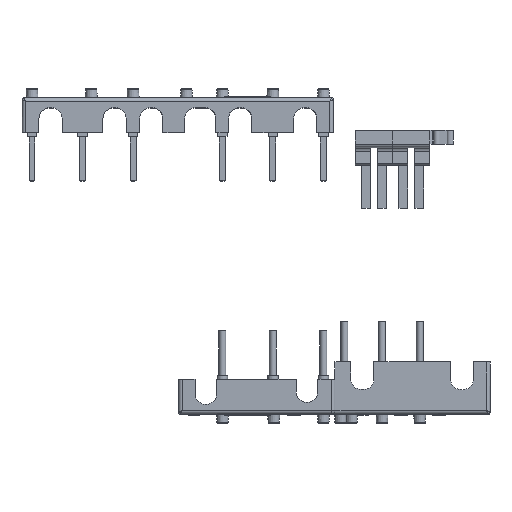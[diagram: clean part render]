
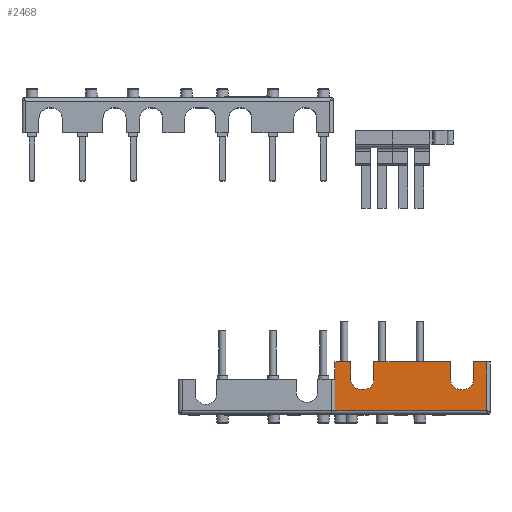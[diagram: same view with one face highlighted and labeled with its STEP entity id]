
A CAD part, top view. The second image highlights one B-rep face of the part: STEP entity #2468.
In plain terms, the highlighted planar face has unit normal (0, 0, 1).
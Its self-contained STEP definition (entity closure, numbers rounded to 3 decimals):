
#1711=CIRCLE('',#22271,3.);
#1712=CIRCLE('',#22272,3.);
#1713=CIRCLE('',#22273,3.);
#1714=CIRCLE('',#22274,3.);
#2468=ADVANCED_FACE('',(#4212),#3389,.T.);
#3389=PLANE('',#22275);
#4212=FACE_OUTER_BOUND('',#5377,.T.);
#5377=EDGE_LOOP('',(#9199,#9200,#9201,#9202,#9203,#9204,#9205,#9206,#9207,
#9208,#9209,#9210,#9211,#9212,#9213,#9214,#9215));
#9199=ORIENTED_EDGE('',*,*,#15647,.F.);
#9200=ORIENTED_EDGE('',*,*,#15619,.F.);
#9201=ORIENTED_EDGE('',*,*,#15648,.T.);
#9202=ORIENTED_EDGE('',*,*,#15649,.T.);
#9203=ORIENTED_EDGE('',*,*,#15650,.T.);
#9204=ORIENTED_EDGE('',*,*,#15651,.T.);
#9205=ORIENTED_EDGE('',*,*,#15652,.T.);
#9206=ORIENTED_EDGE('',*,*,#15653,.T.);
#9207=ORIENTED_EDGE('',*,*,#15654,.T.);
#9208=ORIENTED_EDGE('',*,*,#15655,.T.);
#9209=ORIENTED_EDGE('',*,*,#15656,.T.);
#9210=ORIENTED_EDGE('',*,*,#15657,.T.);
#9211=ORIENTED_EDGE('',*,*,#15658,.T.);
#9212=ORIENTED_EDGE('',*,*,#15659,.T.);
#9213=ORIENTED_EDGE('',*,*,#15660,.T.);
#9214=ORIENTED_EDGE('',*,*,#15661,.F.);
#9215=ORIENTED_EDGE('',*,*,#15643,.T.);
#13017=VERTEX_POINT('',#32462);
#13020=VERTEX_POINT('',#32473);
#13022=VERTEX_POINT('',#32477);
#13043=VERTEX_POINT('',#32526);
#13046=VERTEX_POINT('',#32535);
#13047=VERTEX_POINT('',#32537);
#13048=VERTEX_POINT('',#32539);
#13049=VERTEX_POINT('',#32541);
#13050=VERTEX_POINT('',#32543);
#13051=VERTEX_POINT('',#32545);
#13052=VERTEX_POINT('',#32547);
#13053=VERTEX_POINT('',#32549);
#13054=VERTEX_POINT('',#32551);
#13055=VERTEX_POINT('',#32553);
#13056=VERTEX_POINT('',#32555);
#13057=VERTEX_POINT('',#32557);
#13058=VERTEX_POINT('',#32559);
#15619=EDGE_CURVE('',#13022,#13020,#18223,.T.);
#15643=EDGE_CURVE('',#13043,#13017,#18242,.T.);
#15647=EDGE_CURVE('',#13020,#13017,#18245,.T.);
#15648=EDGE_CURVE('',#13022,#13046,#18246,.T.);
#15649=EDGE_CURVE('',#13046,#13047,#18247,.T.);
#15650=EDGE_CURVE('',#13047,#13048,#1711,.T.);
#15651=EDGE_CURVE('',#13048,#13049,#18248,.T.);
#15652=EDGE_CURVE('',#13049,#13050,#1712,.T.);
#15653=EDGE_CURVE('',#13050,#13051,#18249,.T.);
#15654=EDGE_CURVE('',#13051,#13052,#18250,.T.);
#15655=EDGE_CURVE('',#13052,#13053,#18251,.T.);
#15656=EDGE_CURVE('',#13053,#13054,#1713,.T.);
#15657=EDGE_CURVE('',#13054,#13055,#18252,.T.);
#15658=EDGE_CURVE('',#13055,#13056,#1714,.T.);
#15659=EDGE_CURVE('',#13056,#13057,#18253,.T.);
#15660=EDGE_CURVE('',#13057,#13058,#18254,.T.);
#15661=EDGE_CURVE('',#13043,#13058,#18255,.T.);
#18223=LINE('',#32478,#20372);
#18242=LINE('',#32525,#20391);
#18245=LINE('',#32533,#20394);
#18246=LINE('',#32534,#20395);
#18247=LINE('',#32536,#20396);
#18248=LINE('',#32540,#20397);
#18249=LINE('',#32544,#20398);
#18250=LINE('',#32546,#20399);
#18251=LINE('',#32548,#20400);
#18252=LINE('',#32552,#20401);
#18253=LINE('',#32556,#20402);
#18254=LINE('',#32558,#20403);
#18255=LINE('',#32560,#20404);
#20372=VECTOR('',#26134,1.);
#20391=VECTOR('',#26169,1.);
#20394=VECTOR('',#26176,1.);
#20395=VECTOR('',#26177,1.);
#20396=VECTOR('',#26178,1.);
#20397=VECTOR('',#26181,1.);
#20398=VECTOR('',#26184,1.);
#20399=VECTOR('',#26185,1.);
#20400=VECTOR('',#26186,1.);
#20401=VECTOR('',#26189,1.);
#20402=VECTOR('',#26192,1.);
#20403=VECTOR('',#26193,1.);
#20404=VECTOR('',#26194,1.);
#22271=AXIS2_PLACEMENT_3D('',#32538,#26179,#26180);
#22272=AXIS2_PLACEMENT_3D('',#32542,#26182,#26183);
#22273=AXIS2_PLACEMENT_3D('',#32550,#26187,#26188);
#22274=AXIS2_PLACEMENT_3D('',#32554,#26190,#26191);
#22275=AXIS2_PLACEMENT_3D('',#32561,#26195,#26196);
#26134=DIRECTION('',(0.,-1.,0.));
#26169=DIRECTION('',(0.,-1.,0.));
#26176=DIRECTION('',(-1.,0.,0.));
#26177=DIRECTION('',(-1.,0.,0.));
#26178=DIRECTION('',(0.,-1.,0.));
#26179=DIRECTION('',(0.,0.,-1.));
#26180=DIRECTION('',(0.,-1.,0.));
#26181=DIRECTION('',(-1.,0.,0.));
#26182=DIRECTION('',(0.,0.,-1.));
#26183=DIRECTION('',(-1.,0.,0.));
#26184=DIRECTION('',(0.,1.,0.));
#26185=DIRECTION('',(-1.,0.,0.));
#26186=DIRECTION('',(0.,-1.,0.));
#26187=DIRECTION('',(0.,0.,-1.));
#26188=DIRECTION('',(0.,-1.,0.));
#26189=DIRECTION('',(-1.,0.,0.));
#26190=DIRECTION('',(0.,0.,-1.));
#26191=DIRECTION('',(-1.,0.,0.));
#26192=DIRECTION('',(0.,1.,0.));
#26193=DIRECTION('',(-1.,0.,0.));
#26194=DIRECTION('',(0.,1.,0.));
#26195=DIRECTION('',(0.,0.,1.));
#26196=DIRECTION('',(0.,1.,0.));
#32462=CARTESIAN_POINT('',(86.39,-47.714,114.832));
#32473=CARTESIAN_POINT('',(130.19,-47.714,114.832));
#32477=CARTESIAN_POINT('',(130.19,-33.614,114.832));
#32478=CARTESIAN_POINT('',(130.19,-43.114,114.832));
#32525=CARTESIAN_POINT('',(86.39,-43.114,114.832));
#32526=CARTESIAN_POINT('',(86.39,-43.114,114.832));
#32533=CARTESIAN_POINT('',(85.5,-47.714,114.832));
#32534=CARTESIAN_POINT('',(131.19,-33.614,114.832));
#32535=CARTESIAN_POINT('',(126.44,-33.614,114.832));
#32536=CARTESIAN_POINT('',(126.44,-40.864,114.832));
#32537=CARTESIAN_POINT('',(126.44,-38.614,114.832));
#32538=CARTESIAN_POINT('',(123.44,-38.614,114.832));
#32539=CARTESIAN_POINT('',(123.44,-41.614,114.832));
#32540=CARTESIAN_POINT('',(104.565,-41.614,114.832));
#32541=CARTESIAN_POINT('',(122.74,-41.614,114.832));
#32542=CARTESIAN_POINT('',(122.74,-38.614,114.832));
#32543=CARTESIAN_POINT('',(119.74,-38.614,114.832));
#32544=CARTESIAN_POINT('',(119.74,-38.364,114.832));
#32545=CARTESIAN_POINT('',(119.74,-33.614,114.832));
#32546=CARTESIAN_POINT('',(131.19,-33.614,114.832));
#32547=CARTESIAN_POINT('',(97.64,-33.614,114.832));
#32548=CARTESIAN_POINT('',(97.64,-40.864,114.832));
#32549=CARTESIAN_POINT('',(97.64,-38.614,114.832));
#32550=CARTESIAN_POINT('',(94.64,-38.614,114.832));
#32551=CARTESIAN_POINT('',(94.64,-41.614,114.832));
#32552=CARTESIAN_POINT('',(90.165,-41.614,114.832));
#32553=CARTESIAN_POINT('',(93.94,-41.614,114.832));
#32554=CARTESIAN_POINT('',(93.94,-38.614,114.832));
#32555=CARTESIAN_POINT('',(90.94,-38.614,114.832));
#32556=CARTESIAN_POINT('',(90.94,-38.364,114.832));
#32557=CARTESIAN_POINT('',(90.94,-33.614,114.832));
#32558=CARTESIAN_POINT('',(131.19,-33.614,114.832));
#32559=CARTESIAN_POINT('',(86.39,-33.614,114.832));
#32560=CARTESIAN_POINT('',(86.39,-45.464,114.832));
#32561=CARTESIAN_POINT('',(86.39,-43.114,114.832));
